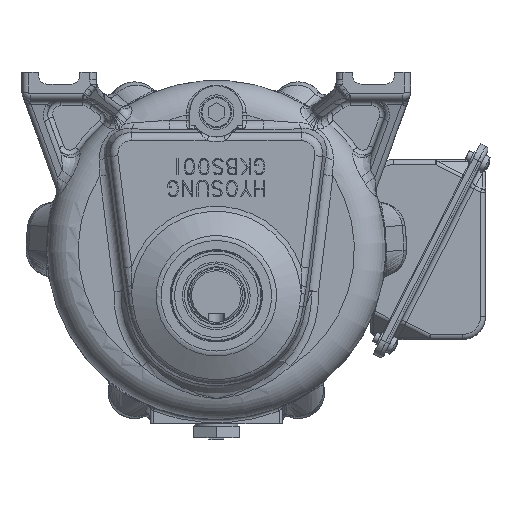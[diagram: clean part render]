
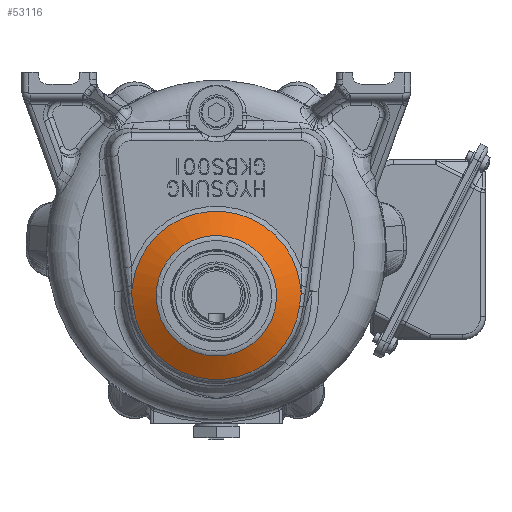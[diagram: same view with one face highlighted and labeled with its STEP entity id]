
A CAD part, top view. The second image highlights one B-rep face of the part: STEP entity #53116.
In plain terms, the highlighted conical face has half-angle 60.255 degrees and reference radius 52.5 mm.
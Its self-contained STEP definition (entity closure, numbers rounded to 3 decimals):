
#1092=CONICAL_SURFACE('',#56982,52.5,1.052);
#2902=CIRCLE('',#56983,36.383);
#2903=CIRCLE('',#56984,50.668);
#2904=CIRCLE('',#56985,51.117);
#5667=B_SPLINE_CURVE_WITH_KNOTS('',3,(#79912,#79913,#79914,#79915),
 .UNSPECIFIED.,.F.,.F.,(4,4),(0.,0.005),.UNSPECIFIED.);
#5668=B_SPLINE_CURVE_WITH_KNOTS('',3,(#79918,#79919,#79920,#79921),
 .UNSPECIFIED.,.F.,.F.,(4,4),(0.,0.008),
 .UNSPECIFIED.);
#5669=B_SPLINE_CURVE_WITH_KNOTS('',3,(#79925,#79926,#79927,#79928),
 .UNSPECIFIED.,.F.,.F.,(4,4),(0.,0.008),.UNSPECIFIED.);
#5670=B_SPLINE_CURVE_WITH_KNOTS('',3,(#79930,#79931,#79932,#79933),
 .UNSPECIFIED.,.F.,.F.,(4,4),(0.,0.005),.UNSPECIFIED.);
#7346=ORIENTED_EDGE('',*,*,#23807,.T.);
#7347=ORIENTED_EDGE('',*,*,#23808,.T.);
#7348=ORIENTED_EDGE('',*,*,#23809,.T.);
#7349=ORIENTED_EDGE('',*,*,#23810,.T.);
#7350=ORIENTED_EDGE('',*,*,#23811,.T.);
#7351=ORIENTED_EDGE('',*,*,#23812,.T.);
#7352=ORIENTED_EDGE('',*,*,#23813,.T.);
#23807=EDGE_CURVE('',#32009,#32009,#2902,.F.);
#23808=EDGE_CURVE('',#32010,#32011,#5667,.T.);
#23809=EDGE_CURVE('',#32011,#32012,#5668,.T.);
#23810=EDGE_CURVE('',#32012,#32013,#2903,.T.);
#23811=EDGE_CURVE('',#32013,#32014,#5669,.T.);
#23812=EDGE_CURVE('',#32014,#32015,#5670,.F.);
#23813=EDGE_CURVE('',#32015,#32010,#2904,.F.);
#32009=VERTEX_POINT('',#79911);
#32010=VERTEX_POINT('',#79916);
#32011=VERTEX_POINT('',#79917);
#32012=VERTEX_POINT('',#79922);
#32013=VERTEX_POINT('',#79924);
#32014=VERTEX_POINT('',#79929);
#32015=VERTEX_POINT('',#79934);
#44250=EDGE_LOOP('',(#7346));
#44251=EDGE_LOOP('',(#7347,#7348,#7349,#7350,#7351,#7352));
#48086=FACE_BOUND('',#44250,.T.);
#48087=FACE_BOUND('',#44251,.T.);
#53116=ADVANCED_FACE('',(#48086,#48087),#1092,.T.);
#56982=AXIS2_PLACEMENT_3D('',#79909,#63093,#63094);
#56983=AXIS2_PLACEMENT_3D('',#79910,#63095,#63096);
#56984=AXIS2_PLACEMENT_3D('',#79923,#63097,#63098);
#56985=AXIS2_PLACEMENT_3D('',#79935,#63099,#63100);
#63093=DIRECTION('',(0.,0.,-1.));
#63094=DIRECTION('',(0.,1.,0.));
#63095=DIRECTION('',(0.,0.,1.));
#63096=DIRECTION('',(0.,-1.,0.));
#63097=DIRECTION('',(0.,0.,1.));
#63098=DIRECTION('',(0.,-1.,0.));
#63099=DIRECTION('',(0.,0.,-1.));
#63100=DIRECTION('',(0.,1.,0.));
#79909=CARTESIAN_POINT('',(0.,-27.75,116.5));
#79910=CARTESIAN_POINT('',(0.,-27.75,125.709));
#79911=CARTESIAN_POINT('',(0.,-64.133,125.709));
#79912=CARTESIAN_POINT('',(-50.748,-21.622,117.291));
#79913=CARTESIAN_POINT('',(-50.937,-23.188,117.291));
#79914=CARTESIAN_POINT('',(-51.123,-24.752,117.25));
#79915=CARTESIAN_POINT('',(-51.301,-26.315,117.173));
#79916=CARTESIAN_POINT('',(-50.748,-21.622,117.291));
#79917=CARTESIAN_POINT('',(-51.301,-26.315,117.173));
#79918=CARTESIAN_POINT('',(-51.301,-26.315,117.173));
#79919=CARTESIAN_POINT('',(-50.941,-28.859,117.42));
#79920=CARTESIAN_POINT('',(-50.602,-31.412,117.547));
#79921=CARTESIAN_POINT('',(-50.284,-33.974,117.547));
#79922=CARTESIAN_POINT('',(-50.284,-33.974,117.547));
#79923=CARTESIAN_POINT('',(0.,-27.75,117.547));
#79924=CARTESIAN_POINT('',(50.284,-33.974,117.547));
#79925=CARTESIAN_POINT('',(50.284,-33.974,117.547));
#79926=CARTESIAN_POINT('',(50.602,-31.412,117.547));
#79927=CARTESIAN_POINT('',(50.941,-28.859,117.42));
#79928=CARTESIAN_POINT('',(51.301,-26.315,117.173));
#79929=CARTESIAN_POINT('',(51.301,-26.315,117.173));
#79930=CARTESIAN_POINT('',(50.748,-21.622,117.291));
#79931=CARTESIAN_POINT('',(50.937,-23.188,117.291));
#79932=CARTESIAN_POINT('',(51.123,-24.752,117.25));
#79933=CARTESIAN_POINT('',(51.301,-26.315,117.173));
#79934=CARTESIAN_POINT('',(50.748,-21.622,117.291));
#79935=CARTESIAN_POINT('',(0.,-27.75,117.291));
